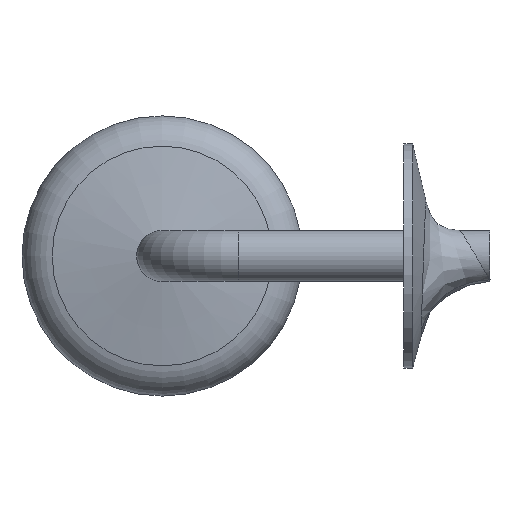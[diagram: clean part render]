
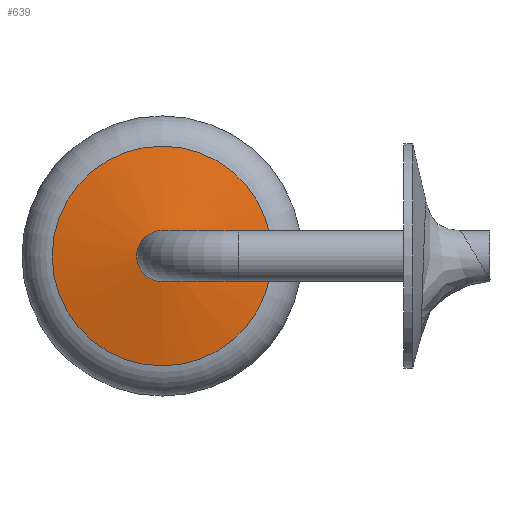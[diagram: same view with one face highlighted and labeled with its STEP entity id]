
A CAD part, left-side view. The second image highlights one B-rep face of the part: STEP entity #639.
In plain terms, the highlighted conical face has half-angle 80 degrees and reference radius 1.076 mm.
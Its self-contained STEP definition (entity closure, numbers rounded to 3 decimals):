
#13=CONICAL_SURFACE('',#738,1.076,1.396);
#57=LINE('',#1611,#78);
#78=VECTOR('',#933,1.076);
#146=FACE_OUTER_BOUND('',#191,.T.);
#191=EDGE_LOOP('',(#549,#550,#551,#552));
#248=CIRCLE('',#739,0.844);
#249=CIRCLE('',#740,0.844);
#312=VERTEX_POINT('',#1606);
#313=VERTEX_POINT('',#1607);
#314=VERTEX_POINT('',#1610);
#396=EDGE_CURVE('',#312,#313,#248,.T.);
#397=EDGE_CURVE('',#313,#312,#249,.T.);
#398=EDGE_CURVE('',#312,#314,#57,.T.);
#549=ORIENTED_EDGE('',*,*,#396,.T.);
#550=ORIENTED_EDGE('',*,*,#397,.T.);
#551=ORIENTED_EDGE('',*,*,#398,.T.);
#552=ORIENTED_EDGE('',*,*,#398,.F.);
#639=ADVANCED_FACE('',(#146),#13,.T.);
#738=AXIS2_PLACEMENT_3D('',#1605,#927,#928);
#739=AXIS2_PLACEMENT_3D('',#1608,#929,#930);
#740=AXIS2_PLACEMENT_3D('',#1609,#931,#932);
#927=DIRECTION('center_axis',(1.,0.,0.));
#928=DIRECTION('ref_axis',(0.,0.,-1.));
#929=DIRECTION('center_axis',(-1.,0.,0.));
#930=DIRECTION('ref_axis',(0.,0.,1.));
#931=DIRECTION('center_axis',(-1.,0.,0.));
#932=DIRECTION('ref_axis',(0.,0.,1.));
#933=DIRECTION('',(-0.174,0.,-0.985));
#1605=CARTESIAN_POINT('Origin',(-1.319,-0.039,0.073));
#1606=CARTESIAN_POINT('',(-1.36,-0.039,0.917));
#1607=CARTESIAN_POINT('',(-1.36,-0.039,-0.771));
#1608=CARTESIAN_POINT('Origin',(-1.36,-0.039,0.073));
#1609=CARTESIAN_POINT('Origin',(-1.36,-0.039,0.073));
#1610=CARTESIAN_POINT('',(-1.509,-0.039,0.073));
#1611=CARTESIAN_POINT('',(-1.319,-0.039,1.149));
